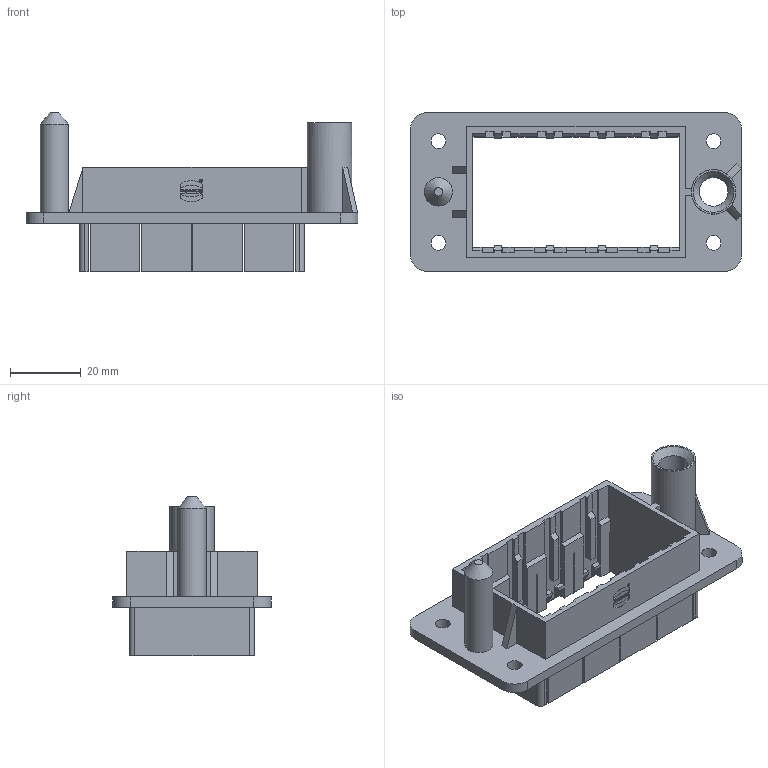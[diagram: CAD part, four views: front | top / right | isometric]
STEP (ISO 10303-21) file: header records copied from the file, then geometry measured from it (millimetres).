
FILE_DESCRIPTION(/* description */ (''),/* implementation_level */ '2;1');
FILE_NAME(/* name */ '100220528ugm000_c.stp',/* time_stamp */ '2019-12-11T14:16:07+01:00',/* author */ (''),/* organization */ (''),/* preprocessor_version */ 'ST-DEVELOPER v16.7',/* originating_system */ 'SIEMENS PLM Software NX 12.0',/* authorisation */ '');
FILE_SCHEMA (('AUTOMOTIVE_DESIGN { 1 0 10303 214 3 1 1 1 }'));
Length unit declared in the file: millimetre
Products named in the file (1): 100220528ugm000_c
Bounding box: 94 x 45 x 45.2 mm (x, y, z)
Volume: 18886.1 mm3; surface area: 20046.9 mm2
Topology: 1 solids, 1 shells, 348 faces, 984 edges, 657 vertices
Faces by surface type: plane 317, cylinder 25, cone 4, extrusion 2
Full cylindrical faces by diameter (mm): 0.683 x1, 0.807 x1, 4.2 x4, 8 x1, 8.2 x1, 12.6 x1
Entity records: 13669 total; most frequent: CARTESIAN_POINT 2151, ORIENTED_EDGE 1940, DIRECTION 1715, EDGE_CURVE 970, VECTOR 903, LINE 901, VERTEX_POINT 652, AXIS2_PLACEMENT_3D 406
